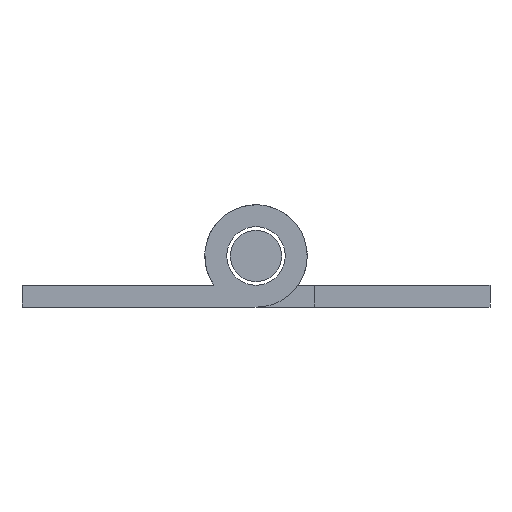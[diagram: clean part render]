
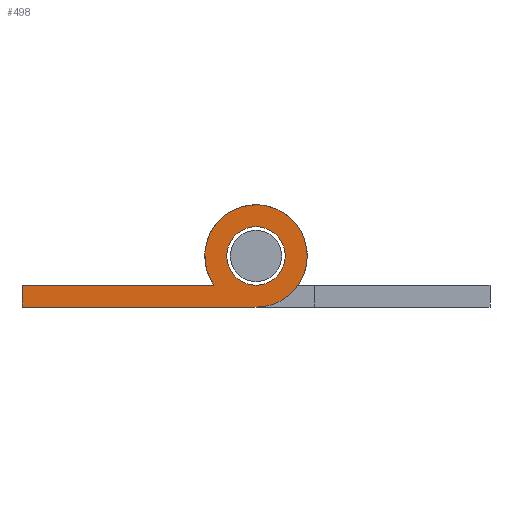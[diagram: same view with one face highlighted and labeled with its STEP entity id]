
A CAD part, front view. The second image highlights one B-rep face of the part: STEP entity #498.
In plain terms, the highlighted planar face has unit normal (0, -1, 0).
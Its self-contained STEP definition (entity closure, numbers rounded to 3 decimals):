
#377 = VERTEX_POINT ( 'NONE', #1816 ) ;
#379 = EDGE_CURVE ( 'NONE', #380, #377, #1815, .T. ) ;
#380 = VERTEX_POINT ( 'NONE', #1870 ) ;
#471 = EDGE_CURVE ( 'NONE', #472, #473, #2013, .T. ) ;
#472 = VERTEX_POINT ( 'NONE', #2009 ) ;
#473 = VERTEX_POINT ( 'NONE', #2008 ) ;
#474 = ORIENTED_EDGE ( 'NONE', *, *, #475, .F. ) ;
#475 = EDGE_CURVE ( 'NONE', #476, #472, #2007, .T. ) ;
#476 = VERTEX_POINT ( 'NONE', #2003 ) ;
#477 = ORIENTED_EDGE ( 'NONE', *, *, #478, .F. ) ;
#478 = EDGE_CURVE ( 'NONE', #479, #476, #2068, .T. ) ;
#479 = VERTEX_POINT ( 'NONE', #2063 ) ;
#480 = ORIENTED_EDGE ( 'NONE', *, *, #481, .F. ) ;
#481 = EDGE_CURVE ( 'NONE', #473, #479, #2062, .T. ) ;
#482 = EDGE_LOOP ( 'NONE', ( #483, #484 ) ) ;
#483 = ORIENTED_EDGE ( 'NONE', *, *, #379, .T. ) ;
#484 = ORIENTED_EDGE ( 'NONE', *, *, #485, .T. ) ;
#485 = EDGE_CURVE ( 'NONE', #377, #380, #2058, .T. ) ;
#498 = ADVANCED_FACE ( 'NONE', ( #2100, #2099 ), #2098, .F. ) ;
#499 = EDGE_LOOP ( 'NONE', ( #500, #474, #477, #480 ) ) ;
#500 = ORIENTED_EDGE ( 'NONE', *, *, #471, .F. ) ;
#1814 = AXIS2_PLACEMENT_3D ( 'NONE', #1873, #1872, #1871 ) ;
#1815 = CIRCLE ( 'NONE', #1814, 2. ) ;
#1816 = CARTESIAN_POINT ( 'NONE',  ( 0., -150., 2. ) ) ;
#1870 = CARTESIAN_POINT ( 'NONE',  ( 0., -150., -2. ) ) ;
#1871 = DIRECTION ( 'NONE',  ( 0., 0., 1. ) ) ;
#1872 = DIRECTION ( 'NONE',  ( 0., 1., 0. ) ) ;
#1873 = CARTESIAN_POINT ( 'NONE',  ( 0., -150., 0. ) ) ;
#2003 = CARTESIAN_POINT ( 'NONE',  ( 0., -150., -3.5 ) ) ;
#2004 = DIRECTION ( 'NONE',  ( -1., 0., 0. ) ) ;
#2005 = VECTOR ( 'NONE', #2004, 1000. ) ;
#2006 = CARTESIAN_POINT ( 'NONE',  ( -16., -150., -3.5 ) ) ;
#2007 = LINE ( 'NONE', #2006, #2005 ) ;
#2008 = CARTESIAN_POINT ( 'NONE',  ( -16., -150., -2. ) ) ;
#2009 = CARTESIAN_POINT ( 'NONE',  ( -16., -150., -3.5 ) ) ;
#2010 = DIRECTION ( 'NONE',  ( 0., 0., 1. ) ) ;
#2011 = VECTOR ( 'NONE', #2010, 1000. ) ;
#2012 = CARTESIAN_POINT ( 'NONE',  ( -16., -150., -2. ) ) ;
#2013 = LINE ( 'NONE', #2012, #2011 ) ;
#2054 = DIRECTION ( 'NONE',  ( 0., 0., 1. ) ) ;
#2055 = DIRECTION ( 'NONE',  ( 0., 1., 0. ) ) ;
#2056 = CARTESIAN_POINT ( 'NONE',  ( 0., -150., 0. ) ) ;
#2057 = AXIS2_PLACEMENT_3D ( 'NONE', #2056, #2055, #2054 ) ;
#2058 = CIRCLE ( 'NONE', #2057, 2. ) ;
#2059 = DIRECTION ( 'NONE',  ( 1., 0., 0. ) ) ;
#2060 = VECTOR ( 'NONE', #2059, 1000. ) ;
#2061 = CARTESIAN_POINT ( 'NONE',  ( -2.872, -150., -2. ) ) ;
#2062 = LINE ( 'NONE', #2061, #2060 ) ;
#2063 = CARTESIAN_POINT ( 'NONE',  ( -2.872, -150., -2. ) ) ;
#2064 = DIRECTION ( 'NONE',  ( 0., 0., 1. ) ) ;
#2065 = DIRECTION ( 'NONE',  ( 0., 1., 0. ) ) ;
#2066 = CARTESIAN_POINT ( 'NONE',  ( 0., -150., 0. ) ) ;
#2067 = AXIS2_PLACEMENT_3D ( 'NONE', #2066, #2065, #2064 ) ;
#2068 = CIRCLE ( 'NONE', #2067, 3.5 ) ;
#2094 = DIRECTION ( 'NONE',  ( 0., 0., 1. ) ) ;
#2095 = DIRECTION ( 'NONE',  ( 0., 1., 0. ) ) ;
#2096 = CARTESIAN_POINT ( 'NONE',  ( 0., -150., 0. ) ) ;
#2097 = AXIS2_PLACEMENT_3D ( 'NONE', #2096, #2095, #2094 ) ;
#2098 = PLANE ( 'NONE',  #2097 ) ;
#2099 = FACE_BOUND ( 'NONE', #482, .T. ) ;
#2100 = FACE_OUTER_BOUND ( 'NONE', #499, .T. ) ;
